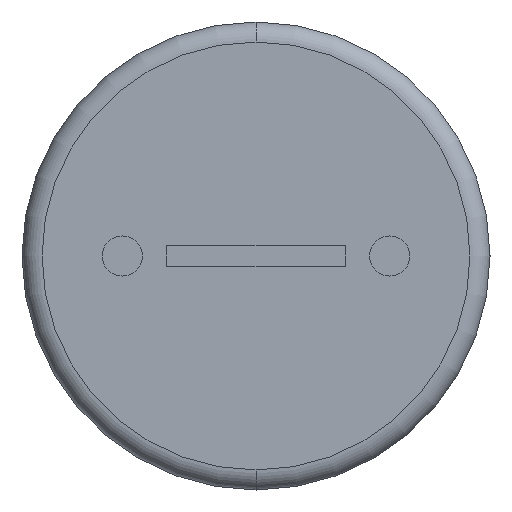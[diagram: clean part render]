
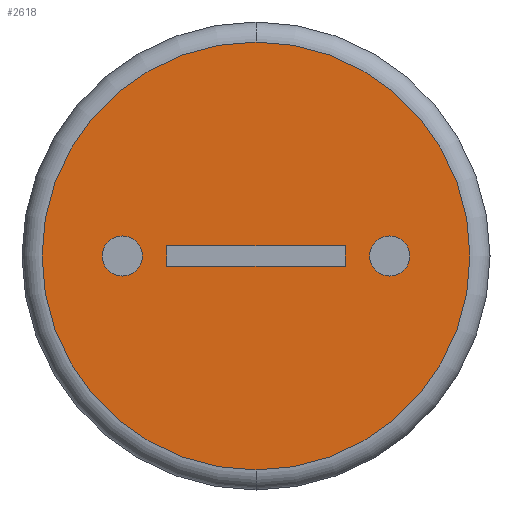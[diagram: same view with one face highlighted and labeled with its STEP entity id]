
A CAD part, front view. The second image highlights one B-rep face of the part: STEP entity #2618.
In plain terms, the highlighted planar face has unit normal (0, -1, 0).
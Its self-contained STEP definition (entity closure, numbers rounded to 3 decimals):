
#7 = CARTESIAN_POINT ( 'NONE',  ( 2., 0., -0.3 ) ) ;
#9 = ORIENTED_EDGE ( 'NONE', *, *, #673, .T. ) ;
#15 = DIRECTION ( 'NONE',  ( 0., 0., 1. ) ) ;
#16 = DIRECTION ( 'NONE',  ( -1., 0., 0. ) ) ;
#25 = VERTEX_POINT ( 'NONE', #2646 ) ;
#30 = ORIENTED_EDGE ( 'NONE', *, *, #2171, .F. ) ;
#56 = EDGE_CURVE ( 'NONE', #755, #2821, #364, .T. ) ;
#94 = ORIENTED_EDGE ( 'NONE', *, *, #2907, .T. ) ;
#181 = CARTESIAN_POINT ( 'NONE',  ( 1.334, 0., -0.15 ) ) ;
#209 = DIRECTION ( 'NONE',  ( 0., -1., 0. ) ) ;
#261 = CARTESIAN_POINT ( 'NONE',  ( 1.334, 0., -0.15 ) ) ;
#291 = ORIENTED_EDGE ( 'NONE', *, *, #559, .T. ) ;
#323 = CARTESIAN_POINT ( 'NONE',  ( -1.334, 0., -0.15 ) ) ;
#364 = CIRCLE ( 'NONE', #1029, 0.3 ) ;
#380 = CARTESIAN_POINT ( 'NONE',  ( 0., 0., -3.2 ) ) ;
#390 = CIRCLE ( 'NONE', #2579, 3.2 ) ;
#434 = ORIENTED_EDGE ( 'NONE', *, *, #1571, .F. ) ;
#441 = DIRECTION ( 'NONE',  ( 0., 0., -1. ) ) ;
#484 = ORIENTED_EDGE ( 'NONE', *, *, #1103, .F. ) ;
#558 = CIRCLE ( 'NONE', #1531, 3.2 ) ;
#559 = EDGE_CURVE ( 'NONE', #679, #1403, #1758, .T. ) ;
#564 = DIRECTION ( 'NONE',  ( 0., -1., 0. ) ) ;
#604 = EDGE_CURVE ( 'NONE', #2066, #1403, #1983, .T. ) ;
#662 = DIRECTION ( 'NONE',  ( 0., 1., 0. ) ) ;
#673 = EDGE_CURVE ( 'NONE', #1211, #1659, #558, .T. ) ;
#679 = VERTEX_POINT ( 'NONE', #2303 ) ;
#731 = CIRCLE ( 'NONE', #2325, 0.3 ) ;
#752 = EDGE_LOOP ( 'NONE', ( #434, #484 ) ) ;
#755 = VERTEX_POINT ( 'NONE', #7 ) ;
#813 = DIRECTION ( 'NONE',  ( 0., 0., 1. ) ) ;
#829 = EDGE_LOOP ( 'NONE', ( #291, #903, #1670, #30 ) ) ;
#846 = CARTESIAN_POINT ( 'NONE',  ( -2., 0., -0.3 ) ) ;
#876 = DIRECTION ( 'NONE',  ( 1., 0., 0. ) ) ;
#903 = ORIENTED_EDGE ( 'NONE', *, *, #604, .F. ) ;
#963 = AXIS2_PLACEMENT_3D ( 'NONE', #2869, #1723, #813 ) ;
#1002 = CARTESIAN_POINT ( 'NONE',  ( 0., 0., 3.2 ) ) ;
#1003 = ORIENTED_EDGE ( 'NONE', *, *, #2128, .T. ) ;
#1029 = AXIS2_PLACEMENT_3D ( 'NONE', #1061, #1779, #1088 ) ;
#1033 = CARTESIAN_POINT ( 'NONE',  ( 0., 0., 0. ) ) ;
#1061 = CARTESIAN_POINT ( 'NONE',  ( 2., 0., 0. ) ) ;
#1088 = DIRECTION ( 'NONE',  ( 0., 0., -1. ) ) ;
#1103 = EDGE_CURVE ( 'NONE', #2500, #25, #731, .T. ) ;
#1111 = DIRECTION ( 'NONE',  ( 0., 0., -1. ) ) ;
#1211 = VERTEX_POINT ( 'NONE', #1002 ) ;
#1300 = EDGE_LOOP ( 'NONE', ( #9, #94 ) ) ;
#1305 = LINE ( 'NONE', #1810, #2822 ) ;
#1329 = AXIS2_PLACEMENT_3D ( 'NONE', #2691, #2703, #2080 ) ;
#1344 = CARTESIAN_POINT ( 'NONE',  ( -2., 0., 0. ) ) ;
#1349 = EDGE_CURVE ( 'NONE', #2819, #2066, #1305, .T. ) ;
#1376 = CIRCLE ( 'NONE', #963, 0.3 ) ;
#1403 = VERTEX_POINT ( 'NONE', #261 ) ;
#1417 = CARTESIAN_POINT ( 'NONE',  ( 0., 0., 0.15 ) ) ;
#1452 = FACE_BOUND ( 'NONE', #752, .T. ) ;
#1484 = FACE_OUTER_BOUND ( 'NONE', #1300, .T. ) ;
#1500 = CIRCLE ( 'NONE', #2086, 0.3 ) ;
#1530 = DIRECTION ( 'NONE',  ( 0., 0., 1. ) ) ;
#1531 = AXIS2_PLACEMENT_3D ( 'NONE', #1846, #2082, #15 ) ;
#1571 = EDGE_CURVE ( 'NONE', #25, #2500, #1376, .T. ) ;
#1647 = VECTOR ( 'NONE', #16, 1000. ) ;
#1659 = VERTEX_POINT ( 'NONE', #380 ) ;
#1661 = CARTESIAN_POINT ( 'NONE',  ( -1.334, 0., 0.15 ) ) ;
#1670 = ORIENTED_EDGE ( 'NONE', *, *, #1349, .F. ) ;
#1723 = DIRECTION ( 'NONE',  ( 0., -1., 0. ) ) ;
#1737 = FACE_BOUND ( 'NONE', #2271, .T. ) ;
#1758 = LINE ( 'NONE', #181, #1796 ) ;
#1779 = DIRECTION ( 'NONE',  ( 0., 1., 0. ) ) ;
#1796 = VECTOR ( 'NONE', #441, 1000. ) ;
#1810 = CARTESIAN_POINT ( 'NONE',  ( -1.334, 0., -0.15 ) ) ;
#1833 = PLANE ( 'NONE',  #1329 ) ;
#1846 = CARTESIAN_POINT ( 'NONE',  ( 0., 0., 0. ) ) ;
#1983 = LINE ( 'NONE', #2670, #2157 ) ;
#2066 = VERTEX_POINT ( 'NONE', #323 ) ;
#2080 = DIRECTION ( 'NONE',  ( 0., 0., 1. ) ) ;
#2082 = DIRECTION ( 'NONE',  ( 0., -1., 0. ) ) ;
#2086 = AXIS2_PLACEMENT_3D ( 'NONE', #2692, #662, #2941 ) ;
#2128 = EDGE_CURVE ( 'NONE', #2821, #755, #1500, .T. ) ;
#2157 = VECTOR ( 'NONE', #876, 1000. ) ;
#2171 = EDGE_CURVE ( 'NONE', #679, #2819, #2370, .T. ) ;
#2271 = EDGE_LOOP ( 'NONE', ( #1003, #2880 ) ) ;
#2292 = FACE_BOUND ( 'NONE', #829, .T. ) ;
#2303 = CARTESIAN_POINT ( 'NONE',  ( 1.334, 0., 0.15 ) ) ;
#2325 = AXIS2_PLACEMENT_3D ( 'NONE', #1344, #209, #2906 ) ;
#2370 = LINE ( 'NONE', #1417, #1647 ) ;
#2500 = VERTEX_POINT ( 'NONE', #846 ) ;
#2579 = AXIS2_PLACEMENT_3D ( 'NONE', #1033, #564, #1530 ) ;
#2618 = ADVANCED_FACE ( 'NONE', ( #1452, #1737, #1484, #2292 ), #1833, .F. ) ;
#2646 = CARTESIAN_POINT ( 'NONE',  ( -2., 0., 0.3 ) ) ;
#2670 = CARTESIAN_POINT ( 'NONE',  ( 0., 0., -0.15 ) ) ;
#2691 = CARTESIAN_POINT ( 'NONE',  ( 0., 0., 0. ) ) ;
#2692 = CARTESIAN_POINT ( 'NONE',  ( 2., 0., 0. ) ) ;
#2703 = DIRECTION ( 'NONE',  ( 0., 1., 0. ) ) ;
#2773 = CARTESIAN_POINT ( 'NONE',  ( 2., 0., 0.3 ) ) ;
#2819 = VERTEX_POINT ( 'NONE', #1661 ) ;
#2821 = VERTEX_POINT ( 'NONE', #2773 ) ;
#2822 = VECTOR ( 'NONE', #1111, 1000. ) ;
#2869 = CARTESIAN_POINT ( 'NONE',  ( -2., 0., 0. ) ) ;
#2880 = ORIENTED_EDGE ( 'NONE', *, *, #56, .T. ) ;
#2906 = DIRECTION ( 'NONE',  ( 0., 0., 1. ) ) ;
#2907 = EDGE_CURVE ( 'NONE', #1659, #1211, #390, .T. ) ;
#2941 = DIRECTION ( 'NONE',  ( 0., 0., -1. ) ) ;
